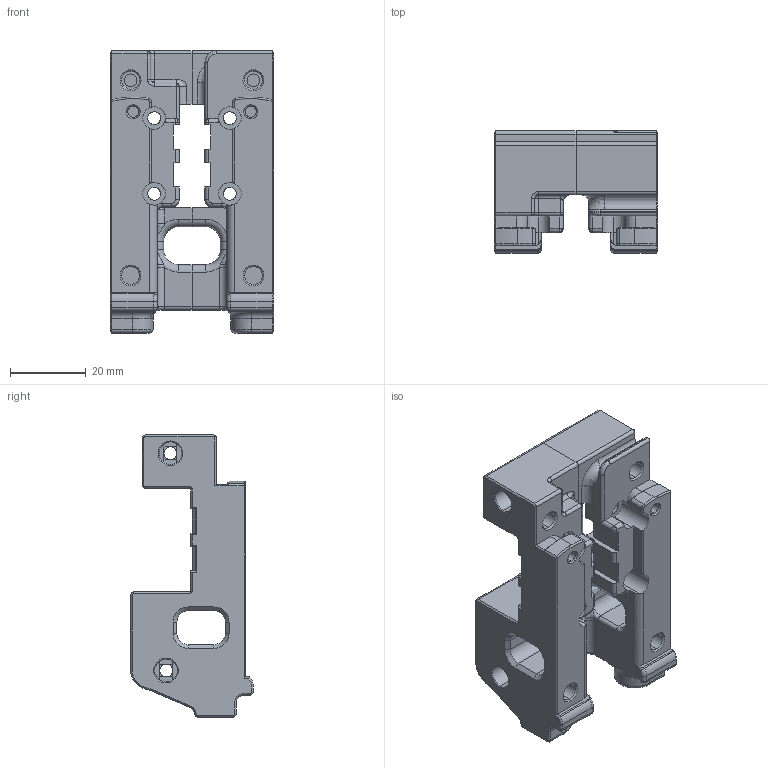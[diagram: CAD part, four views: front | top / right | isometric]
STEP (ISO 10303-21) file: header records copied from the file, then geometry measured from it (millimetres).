
FILE_DESCRIPTION (( 'STEP AP214' ), '1' );
FILE_NAME ('beacon_sb_xcarriage.STEP', '2023-02-11T20:24:02', ( '' ), ( '' ), 'SwSTEP 2.0', 'SolidWorks 2022', '' );
FILE_SCHEMA (( 'AUTOMOTIVE_DESIGN' ));
Length unit declared in the file: millimetre
Products named in the file (1): beacon_sb_xcarriage
Bounding box: 43.2 x 32.4 x 74.55 mm (x, y, z)
Volume: 41316.4 mm3; surface area: 18152.3 mm2
Topology: 2 solids, 2 shells, 836 faces, 2179 edges, 1325 vertices
Faces by surface type: plane 397, cylinder 231, bspline 95, cone 71, torus 36, sphere 6
Entity records: 28678 total; most frequent: CARTESIAN_POINT 8745, ORIENTED_EDGE 4310, DIRECTION 4028, EDGE_CURVE 2155, AXIS2_PLACEMENT_3D 1387, VERTEX_POINT 1325, LINE 1254, VECTOR 1254
